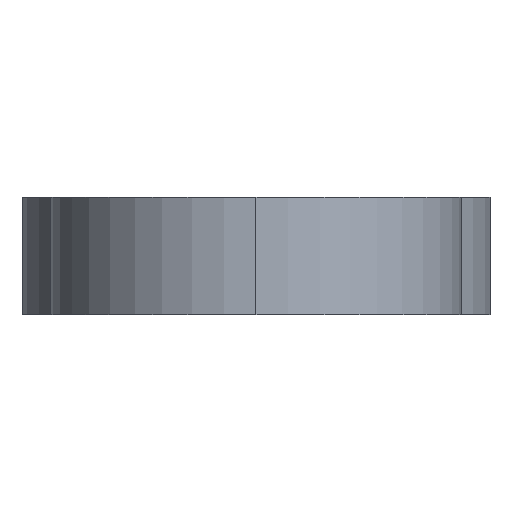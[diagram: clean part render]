
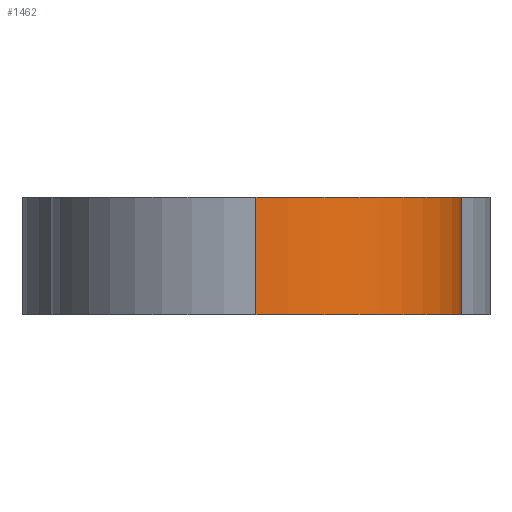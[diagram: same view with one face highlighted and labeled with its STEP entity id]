
A CAD part, left-side view. The second image highlights one B-rep face of the part: STEP entity #1462.
In plain terms, the highlighted cylindrical face has radius 17.5 mm (diameter 35 mm), a partial arc.
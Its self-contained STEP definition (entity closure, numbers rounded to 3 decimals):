
#130 = VECTOR ( 'NONE', #400, 1000. ) ;
#178 = ORIENTED_EDGE ( 'NONE', *, *, #1930, .F. ) ;
#191 = AXIS2_PLACEMENT_3D ( 'NONE', #1098, #613, #937 ) ;
#248 = EDGE_CURVE ( 'NONE', #801, #566, #821, .T. ) ;
#400 = DIRECTION ( 'NONE',  ( 0., 0., -1. ) ) ;
#412 = ORIENTED_EDGE ( 'NONE', *, *, #1957, .F. ) ;
#415 = CARTESIAN_POINT ( 'NONE',  ( 0.219, -17.499, 0. ) ) ;
#492 = VECTOR ( 'NONE', #1677, 1000. ) ;
#517 = CIRCLE ( 'NONE', #1034, 17.5 ) ;
#566 = VERTEX_POINT ( 'NONE', #835 ) ;
#613 = DIRECTION ( 'NONE',  ( 0., 0., -1. ) ) ;
#667 = CARTESIAN_POINT ( 'NONE',  ( -17.5, 0., 10. ) ) ;
#801 = VERTEX_POINT ( 'NONE', #667 ) ;
#821 = LINE ( 'NONE', #1919, #130 ) ;
#835 = CARTESIAN_POINT ( 'NONE',  ( -17.5, 0., 0. ) ) ;
#898 = VERTEX_POINT ( 'NONE', #1857 ) ;
#924 = LINE ( 'NONE', #1501, #492 ) ;
#937 = DIRECTION ( 'NONE',  ( -1., 0., 0. ) ) ;
#1004 = AXIS2_PLACEMENT_3D ( 'NONE', #1524, #1815, #1393 ) ;
#1034 = AXIS2_PLACEMENT_3D ( 'NONE', #1870, #1854, #1120 ) ;
#1086 = CYLINDRICAL_SURFACE ( 'NONE', #191, 17.5 ) ;
#1098 = CARTESIAN_POINT ( 'NONE',  ( 0., 0., 10. ) ) ;
#1120 = DIRECTION ( 'NONE',  ( 1., 0., 0. ) ) ;
#1283 = EDGE_CURVE ( 'NONE', #566, #1797, #517, .T. ) ;
#1390 = ORIENTED_EDGE ( 'NONE', *, *, #248, .T. ) ;
#1393 = DIRECTION ( 'NONE',  ( 1., 0., 0. ) ) ;
#1462 = ADVANCED_FACE ( 'NONE', ( #1817 ), #1086, .T. ) ;
#1501 = CARTESIAN_POINT ( 'NONE',  ( 0.219, -17.499, 10. ) ) ;
#1503 = EDGE_LOOP ( 'NONE', ( #412, #1390, #1612, #178 ) ) ;
#1524 = CARTESIAN_POINT ( 'NONE',  ( 0., 0., 10. ) ) ;
#1538 = CIRCLE ( 'NONE', #1004, 17.5 ) ;
#1612 = ORIENTED_EDGE ( 'NONE', *, *, #1283, .T. ) ;
#1677 = DIRECTION ( 'NONE',  ( 0., 0., -1. ) ) ;
#1797 = VERTEX_POINT ( 'NONE', #415 ) ;
#1815 = DIRECTION ( 'NONE',  ( 0., 0., 1. ) ) ;
#1817 = FACE_OUTER_BOUND ( 'NONE', #1503, .T. ) ;
#1854 = DIRECTION ( 'NONE',  ( 0., 0., 1. ) ) ;
#1857 = CARTESIAN_POINT ( 'NONE',  ( 0.219, -17.499, 10. ) ) ;
#1870 = CARTESIAN_POINT ( 'NONE',  ( 0., 0., 0. ) ) ;
#1919 = CARTESIAN_POINT ( 'NONE',  ( -17.5, 0., 10. ) ) ;
#1930 = EDGE_CURVE ( 'NONE', #898, #1797, #924, .T. ) ;
#1957 = EDGE_CURVE ( 'NONE', #801, #898, #1538, .T. ) ;
